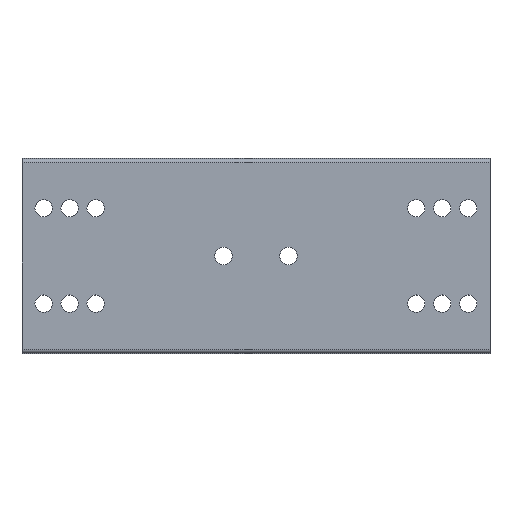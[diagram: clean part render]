
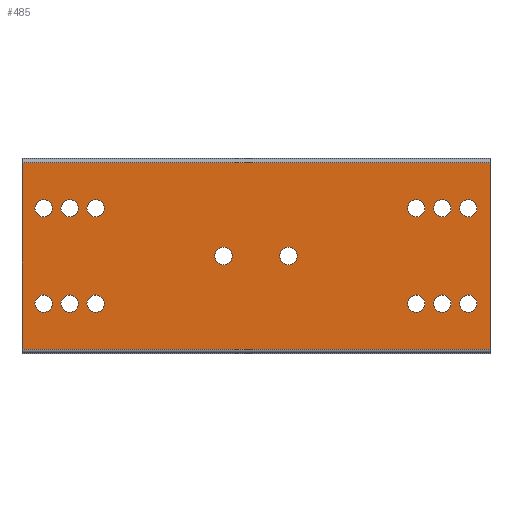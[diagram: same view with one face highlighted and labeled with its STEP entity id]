
A CAD part, top view. The second image highlights one B-rep face of the part: STEP entity #485.
In plain terms, the highlighted planar face has unit normal (0, 0, 1).
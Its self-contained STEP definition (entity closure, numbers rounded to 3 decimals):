
#15=FACE_BOUND('',#78,.T.);
#16=FACE_BOUND('',#79,.T.);
#17=FACE_BOUND('',#80,.T.);
#18=FACE_BOUND('',#81,.T.);
#19=FACE_BOUND('',#82,.T.);
#20=FACE_BOUND('',#83,.T.);
#21=FACE_BOUND('',#84,.T.);
#22=FACE_BOUND('',#85,.T.);
#23=FACE_BOUND('',#86,.T.);
#24=FACE_BOUND('',#87,.T.);
#25=FACE_BOUND('',#88,.T.);
#26=FACE_BOUND('',#89,.T.);
#27=FACE_BOUND('',#90,.T.);
#28=FACE_BOUND('',#91,.T.);
#45=PLANE('',#529);
#53=FACE_OUTER_BOUND('',#77,.T.);
#77=EDGE_LOOP('',(#351,#352,#353,#354));
#78=EDGE_LOOP('',(#355));
#79=EDGE_LOOP('',(#356));
#80=EDGE_LOOP('',(#357));
#81=EDGE_LOOP('',(#358));
#82=EDGE_LOOP('',(#359));
#83=EDGE_LOOP('',(#360));
#84=EDGE_LOOP('',(#361));
#85=EDGE_LOOP('',(#362));
#86=EDGE_LOOP('',(#363));
#87=EDGE_LOOP('',(#364));
#88=EDGE_LOOP('',(#365));
#89=EDGE_LOOP('',(#366));
#90=EDGE_LOOP('',(#367));
#91=EDGE_LOOP('',(#368));
#132=LINE('',#757,#162);
#133=LINE('',#761,#163);
#134=LINE('',#765,#164);
#135=LINE('',#766,#165);
#162=VECTOR('',#602,10.);
#163=VECTOR('',#607,10.);
#164=VECTOR('',#612,10.);
#165=VECTOR('',#613,10.);
#191=CIRCLE('',#530,2.);
#192=CIRCLE('',#531,2.);
#193=CIRCLE('',#532,2.);
#194=CIRCLE('',#533,2.);
#195=CIRCLE('',#534,2.);
#196=CIRCLE('',#535,2.);
#197=CIRCLE('',#536,2.);
#198=CIRCLE('',#537,2.);
#199=CIRCLE('',#538,2.);
#200=CIRCLE('',#539,2.);
#201=CIRCLE('',#540,2.);
#202=CIRCLE('',#541,2.);
#203=CIRCLE('',#542,2.);
#204=CIRCLE('',#543,2.);
#230=VERTEX_POINT('',#754);
#231=VERTEX_POINT('',#756);
#232=VERTEX_POINT('',#760);
#233=VERTEX_POINT('',#764);
#234=VERTEX_POINT('',#767);
#235=VERTEX_POINT('',#769);
#236=VERTEX_POINT('',#771);
#237=VERTEX_POINT('',#773);
#238=VERTEX_POINT('',#775);
#239=VERTEX_POINT('',#777);
#240=VERTEX_POINT('',#779);
#241=VERTEX_POINT('',#781);
#242=VERTEX_POINT('',#783);
#243=VERTEX_POINT('',#785);
#244=VERTEX_POINT('',#787);
#245=VERTEX_POINT('',#789);
#246=VERTEX_POINT('',#791);
#247=VERTEX_POINT('',#793);
#276=EDGE_CURVE('',#231,#230,#132,.T.);
#278=EDGE_CURVE('',#231,#232,#133,.T.);
#280=EDGE_CURVE('',#233,#230,#134,.T.);
#281=EDGE_CURVE('',#233,#232,#135,.T.);
#282=EDGE_CURVE('',#234,#234,#191,.T.);
#283=EDGE_CURVE('',#235,#235,#192,.T.);
#284=EDGE_CURVE('',#236,#236,#193,.T.);
#285=EDGE_CURVE('',#237,#237,#194,.T.);
#286=EDGE_CURVE('',#238,#238,#195,.T.);
#287=EDGE_CURVE('',#239,#239,#196,.T.);
#288=EDGE_CURVE('',#240,#240,#197,.T.);
#289=EDGE_CURVE('',#241,#241,#198,.T.);
#290=EDGE_CURVE('',#242,#242,#199,.T.);
#291=EDGE_CURVE('',#243,#243,#200,.T.);
#292=EDGE_CURVE('',#244,#244,#201,.T.);
#293=EDGE_CURVE('',#245,#245,#202,.T.);
#294=EDGE_CURVE('',#246,#246,#203,.T.);
#295=EDGE_CURVE('',#247,#247,#204,.T.);
#351=ORIENTED_EDGE('',*,*,#278,.F.);
#352=ORIENTED_EDGE('',*,*,#276,.T.);
#353=ORIENTED_EDGE('',*,*,#280,.F.);
#354=ORIENTED_EDGE('',*,*,#281,.T.);
#355=ORIENTED_EDGE('',*,*,#282,.T.);
#356=ORIENTED_EDGE('',*,*,#283,.T.);
#357=ORIENTED_EDGE('',*,*,#284,.T.);
#358=ORIENTED_EDGE('',*,*,#285,.T.);
#359=ORIENTED_EDGE('',*,*,#286,.T.);
#360=ORIENTED_EDGE('',*,*,#287,.T.);
#361=ORIENTED_EDGE('',*,*,#288,.T.);
#362=ORIENTED_EDGE('',*,*,#289,.T.);
#363=ORIENTED_EDGE('',*,*,#290,.T.);
#364=ORIENTED_EDGE('',*,*,#291,.T.);
#365=ORIENTED_EDGE('',*,*,#292,.T.);
#366=ORIENTED_EDGE('',*,*,#293,.T.);
#367=ORIENTED_EDGE('',*,*,#294,.T.);
#368=ORIENTED_EDGE('',*,*,#295,.T.);
#485=ADVANCED_FACE('',(#53,#15,#16,#17,#18,#19,#20,#21,#22,#23,#24,#25,
#26,#27,#28),#45,.T.);
#529=AXIS2_PLACEMENT_3D('',#763,#610,#611);
#530=AXIS2_PLACEMENT_3D('',#768,#614,#615);
#531=AXIS2_PLACEMENT_3D('',#770,#616,#617);
#532=AXIS2_PLACEMENT_3D('',#772,#618,#619);
#533=AXIS2_PLACEMENT_3D('',#774,#620,#621);
#534=AXIS2_PLACEMENT_3D('',#776,#622,#623);
#535=AXIS2_PLACEMENT_3D('',#778,#624,#625);
#536=AXIS2_PLACEMENT_3D('',#780,#626,#627);
#537=AXIS2_PLACEMENT_3D('',#782,#628,#629);
#538=AXIS2_PLACEMENT_3D('',#784,#630,#631);
#539=AXIS2_PLACEMENT_3D('',#786,#632,#633);
#540=AXIS2_PLACEMENT_3D('',#788,#634,#635);
#541=AXIS2_PLACEMENT_3D('',#790,#636,#637);
#542=AXIS2_PLACEMENT_3D('',#792,#638,#639);
#543=AXIS2_PLACEMENT_3D('',#794,#640,#641);
#602=DIRECTION('',(0.,-1.,0.));
#607=DIRECTION('',(1.,0.,0.));
#610=DIRECTION('center_axis',(0.,0.,1.));
#611=DIRECTION('ref_axis',(1.,0.,0.));
#612=DIRECTION('',(-1.,0.,0.));
#613=DIRECTION('',(0.,1.,0.));
#614=DIRECTION('center_axis',(0.,0.,-1.));
#615=DIRECTION('ref_axis',(-1.,0.,0.));
#616=DIRECTION('center_axis',(0.,0.,-1.));
#617=DIRECTION('ref_axis',(-1.,0.,0.));
#618=DIRECTION('center_axis',(0.,0.,-1.));
#619=DIRECTION('ref_axis',(-1.,0.,0.));
#620=DIRECTION('center_axis',(0.,0.,-1.));
#621=DIRECTION('ref_axis',(-1.,0.,0.));
#622=DIRECTION('center_axis',(0.,0.,-1.));
#623=DIRECTION('ref_axis',(-1.,0.,0.));
#624=DIRECTION('center_axis',(0.,0.,-1.));
#625=DIRECTION('ref_axis',(-1.,0.,0.));
#626=DIRECTION('center_axis',(0.,0.,-1.));
#627=DIRECTION('ref_axis',(-1.,0.,0.));
#628=DIRECTION('center_axis',(0.,0.,-1.));
#629=DIRECTION('ref_axis',(-1.,0.,0.));
#630=DIRECTION('center_axis',(0.,0.,-1.));
#631=DIRECTION('ref_axis',(-1.,0.,0.));
#632=DIRECTION('center_axis',(0.,0.,-1.));
#633=DIRECTION('ref_axis',(-1.,0.,0.));
#634=DIRECTION('center_axis',(0.,0.,-1.));
#635=DIRECTION('ref_axis',(-1.,0.,0.));
#636=DIRECTION('center_axis',(0.,0.,-1.));
#637=DIRECTION('ref_axis',(-1.,0.,0.));
#638=DIRECTION('center_axis',(0.,0.,-1.));
#639=DIRECTION('ref_axis',(-1.,0.,0.));
#640=DIRECTION('center_axis',(0.,0.,-1.));
#641=DIRECTION('ref_axis',(-1.,0.,0.));
#754=CARTESIAN_POINT('',(0.,1.,3.));
#756=CARTESIAN_POINT('',(0.,44.,3.));
#757=CARTESIAN_POINT('',(0.,0.,3.));
#760=CARTESIAN_POINT('',(108.,44.,3.));
#761=CARTESIAN_POINT('',(81.,44.,3.));
#763=CARTESIAN_POINT('Origin',(54.,22.5,3.));
#764=CARTESIAN_POINT('',(108.,1.,3.));
#765=CARTESIAN_POINT('',(27.,1.,3.));
#766=CARTESIAN_POINT('',(108.,45.,3.));
#767=CARTESIAN_POINT('',(105.,33.5,3.));
#768=CARTESIAN_POINT('Origin',(103.,33.5,3.));
#769=CARTESIAN_POINT('',(19.,33.5,3.));
#770=CARTESIAN_POINT('Origin',(17.,33.5,3.));
#771=CARTESIAN_POINT('',(13.,11.5,3.));
#772=CARTESIAN_POINT('Origin',(11.,11.5,3.));
#773=CARTESIAN_POINT('',(48.5,22.5,3.));
#774=CARTESIAN_POINT('Origin',(46.5,22.5,3.));
#775=CARTESIAN_POINT('',(7.,11.5,3.));
#776=CARTESIAN_POINT('Origin',(5.,11.5,3.));
#777=CARTESIAN_POINT('',(93.,11.5,3.));
#778=CARTESIAN_POINT('Origin',(91.,11.5,3.));
#779=CARTESIAN_POINT('',(99.,33.5,3.));
#780=CARTESIAN_POINT('Origin',(97.,33.5,3.));
#781=CARTESIAN_POINT('',(105.,11.5,3.));
#782=CARTESIAN_POINT('Origin',(103.,11.5,3.));
#783=CARTESIAN_POINT('',(13.,33.5,3.));
#784=CARTESIAN_POINT('Origin',(11.,33.5,3.));
#785=CARTESIAN_POINT('',(19.,11.5,3.));
#786=CARTESIAN_POINT('Origin',(17.,11.5,3.));
#787=CARTESIAN_POINT('',(63.5,22.5,3.));
#788=CARTESIAN_POINT('Origin',(61.5,22.5,3.));
#789=CARTESIAN_POINT('',(7.,33.5,3.));
#790=CARTESIAN_POINT('Origin',(5.,33.5,3.));
#791=CARTESIAN_POINT('',(99.,11.5,3.));
#792=CARTESIAN_POINT('Origin',(97.,11.5,3.));
#793=CARTESIAN_POINT('',(93.,33.5,3.));
#794=CARTESIAN_POINT('Origin',(91.,33.5,3.));
